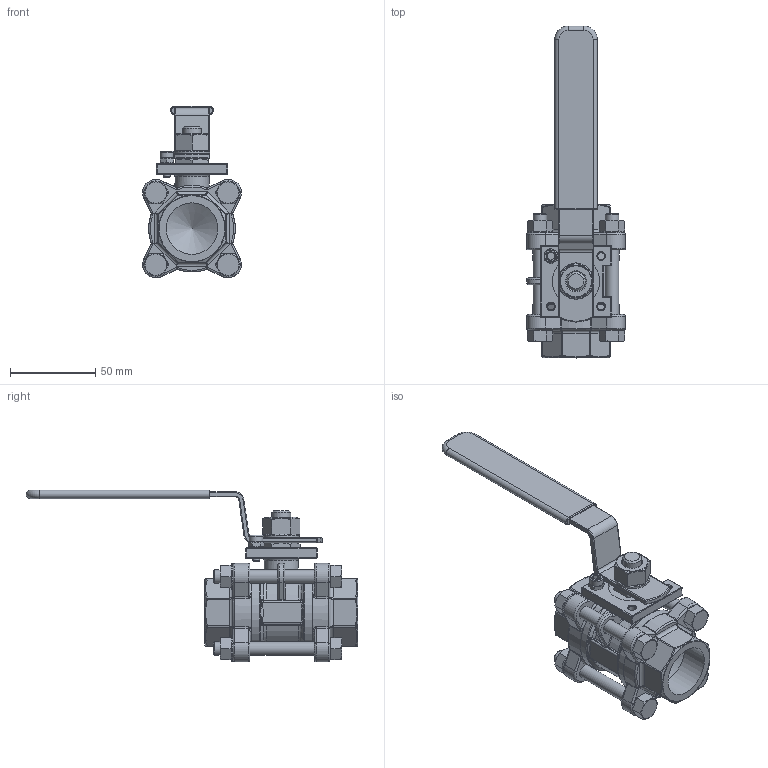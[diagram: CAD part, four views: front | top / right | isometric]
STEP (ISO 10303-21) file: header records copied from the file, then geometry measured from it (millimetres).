
FILE_DESCRIPTION((''),'2;1');
FILE_NAME('bv100-025-screw-00.stp','2011-08-24T16:05:06',('sugie07'),(''),'Autodesk Inventor 2012','Autodesk Inventor 2012','');
FILE_SCHEMA(('AUTOMOTIVE_DESIGN { 1 0 10303 214 1 1 1 1 }'));
Length unit declared in the file: millimetre
Products named in the file (1): bv100-025-screw-00
Bounding box: 57.96 x 195 x 100.98 mm (x, y, z)
Volume: 192608.7 mm3; surface area: 52763.5 mm2
Topology: 3 solids, 3 shells, 797 faces, 1869 edges, 1062 vertices
Faces by surface type: plane 255, cylinder 226, bspline 142, torus 79, cone 73, sphere 22
Full cylindrical faces by diameter (mm): 4 x1, 4.134 x4, 8 x13, 9.5 x1, 11 x1, 11.445 x2, 12 x1, 15 x4, 20 x1, 21 x1, 28 x1, 30.291 x2, 40 x2, 51 x2
Entity records: 26595 total; most frequent: CARTESIAN_POINT 10080, ORIENTED_EDGE 3452, DIRECTION 3291, EDGE_CURVE 1726, AXIS2_PLACEMENT_3D 1360, VERTEX_POINT 1028, EDGE_LOOP 910, FACE_OUTER_BOUND 797
